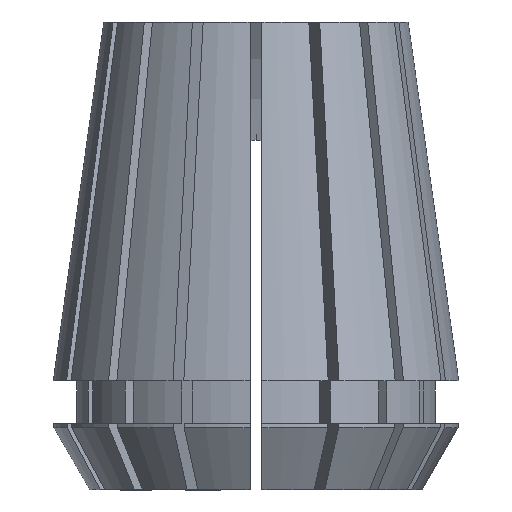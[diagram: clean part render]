
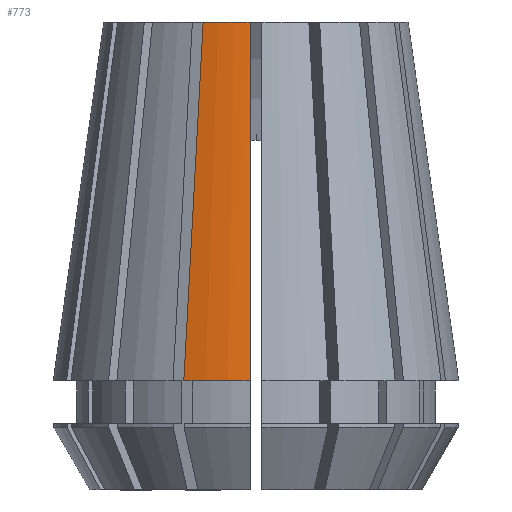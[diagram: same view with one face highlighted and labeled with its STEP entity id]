
A CAD part, left-side view. The second image highlights one B-rep face of the part: STEP entity #773.
In plain terms, the highlighted conical face has half-angle 8 degrees and reference radius 25.998 mm.
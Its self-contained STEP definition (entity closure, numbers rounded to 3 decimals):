
#3 = FACE_OUTER_BOUND ( 'NONE', #2245, .T. ) ;
#10 = ORIENTED_EDGE ( 'NONE', *, *, #763, .T. ) ;
#169 = CARTESIAN_POINT ( 'NONE',  ( -23.831, 0.75, -30.667 ) ) ;
#189 = CARTESIAN_POINT ( 'NONE',  ( -18.32, 6.777, 0. ) ) ;
#343 = EDGE_CURVE ( 'NONE', #2383, #2096, #560, .T. ) ;
#560 = B_SPLINE_CURVE_WITH_KNOTS ( 'NONE', 3,
 ( #1104, #4241, #5113, #189 ),
 .UNSPECIFIED., .F., .F.,
 ( 4, 4 ),
 ( 0., 0.046 ),
 .UNSPECIFIED. ) ;
#763 = EDGE_CURVE ( 'NONE', #2383, #2413, #3419, .T. ) ;
#773 = ADVANCED_FACE ( 'NONE', ( #3 ), #1512, .T. ) ;
#1059 = CARTESIAN_POINT ( 'NONE',  ( -21.675, 0.75, -15.333 ) ) ;
#1085 = DIRECTION ( 'NONE',  ( 1., 0., 0. ) ) ;
#1104 = CARTESIAN_POINT ( 'NONE',  ( -24.296, 9.252, -46. ) ) ;
#1249 = DIRECTION ( 'NONE',  ( 1., 0., 0. ) ) ;
#1512 = CONICAL_SURFACE ( 'NONE', #5002, 25.998, 0.14 ) ;
#1513 = VERTEX_POINT ( 'NONE', #3680 ) ;
#1528 = CARTESIAN_POINT ( 'NONE',  ( -19.519, 0.75, 0. ) ) ;
#1929 = CIRCLE ( 'NONE', #4892, 19.533 ) ;
#2096 = VERTEX_POINT ( 'NONE', #4969 ) ;
#2183 = CARTESIAN_POINT ( 'NONE',  ( -25.987, 0.75, -46. ) ) ;
#2241 = CARTESIAN_POINT ( 'NONE',  ( -24.296, 9.252, -46. ) ) ;
#2245 = EDGE_LOOP ( 'NONE', ( #4014, #10, #2806, #3617 ) ) ;
#2383 = VERTEX_POINT ( 'NONE', #2241 ) ;
#2402 = DIRECTION ( 'NONE',  ( 0., 0., 1. ) ) ;
#2413 = VERTEX_POINT ( 'NONE', #2183 ) ;
#2418 = CARTESIAN_POINT ( 'NONE',  ( 0., 0., -46. ) ) ;
#2438 = DIRECTION ( 'NONE',  ( -1., 0., 0. ) ) ;
#2688 = EDGE_CURVE ( 'NONE', #2096, #1513, #1929, .T. ) ;
#2806 = ORIENTED_EDGE ( 'NONE', *, *, #2925, .T. ) ;
#2925 = EDGE_CURVE ( 'NONE', #2413, #1513, #4230, .T. ) ;
#3397 = AXIS2_PLACEMENT_3D ( 'NONE', #5557, #2402, #1085 ) ;
#3419 = CIRCLE ( 'NONE', #3397, 25.998 ) ;
#3513 = CARTESIAN_POINT ( 'NONE',  ( 0., 0., 0. ) ) ;
#3617 = ORIENTED_EDGE ( 'NONE', *, *, #2688, .F. ) ;
#3680 = CARTESIAN_POINT ( 'NONE',  ( -19.519, 0.75, 0. ) ) ;
#4014 = ORIENTED_EDGE ( 'NONE', *, *, #343, .F. ) ;
#4230 = B_SPLINE_CURVE_WITH_KNOTS ( 'NONE', 3,
 ( #5510, #169, #1059, #1528 ),
 .UNSPECIFIED., .F., .F.,
 ( 4, 4 ),
 ( 0.037, 0.083 ),
 .UNSPECIFIED. ) ;
#4241 = CARTESIAN_POINT ( 'NONE',  ( -22.304, 8.427, -30.667 ) ) ;
#4876 = DIRECTION ( 'NONE',  ( 0., 0., 1. ) ) ;
#4892 = AXIS2_PLACEMENT_3D ( 'NONE', #3513, #4876, #1249 ) ;
#4969 = CARTESIAN_POINT ( 'NONE',  ( -18.32, 6.777, 0. ) ) ;
#5002 = AXIS2_PLACEMENT_3D ( 'NONE', #2418, #5575, #2438 ) ;
#5113 = CARTESIAN_POINT ( 'NONE',  ( -20.312, 7.602, -15.333 ) ) ;
#5510 = CARTESIAN_POINT ( 'NONE',  ( -25.987, 0.75, -46. ) ) ;
#5557 = CARTESIAN_POINT ( 'NONE',  ( 0., 0., -46. ) ) ;
#5575 = DIRECTION ( 'NONE',  ( 0., 0., -1. ) ) ;
